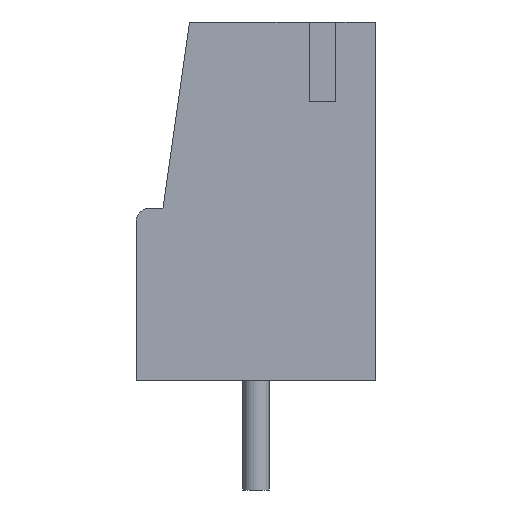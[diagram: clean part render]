
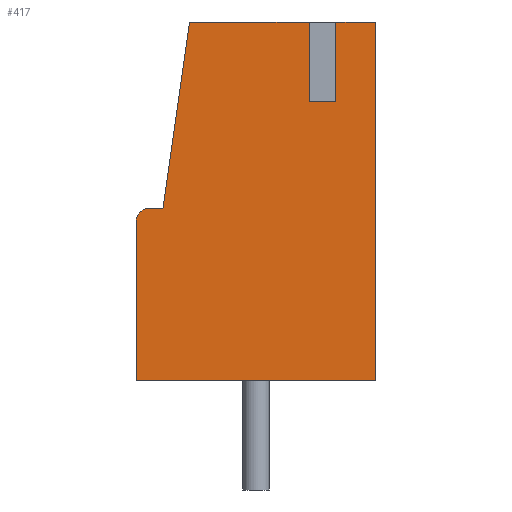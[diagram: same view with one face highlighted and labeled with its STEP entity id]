
A CAD part, front view. The second image highlights one B-rep face of the part: STEP entity #417.
In plain terms, the highlighted planar face has unit normal (0, -1, 0).
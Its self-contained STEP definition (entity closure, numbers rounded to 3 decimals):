
#13=DIRECTION('',(0.,0.,1.));
#14=DIRECTION('',(1.,0.,0.));
#63=VERTEX_POINT('',#64);
#64=CARTESIAN_POINT('',(4.5,-17.5,0.));
#67=DIRECTION('',(0.,-1.,0.));
#68=ORIENTED_EDGE('',*,*,#69,.T.);
#69=EDGE_CURVE('',#63,#70,#72,.T.);
#70=VERTEX_POINT('',#71);
#71=CARTESIAN_POINT('',(4.5,-17.5,13.5));
#72=LINE('',#64,#73);
#73=VECTOR('',#13,1.);
#84=DIRECTION('',(-1.,0.,0.));
#93=VECTOR('',#14,1.);
#105=VECTOR('',#84,1.);
#273=VERTEX_POINT('',#274);
#274=CARTESIAN_POINT('',(-4.5,-17.5,0.));
#275=ORIENTED_EDGE('',*,*,#276,.T.);
#276=EDGE_CURVE('',#273,#63,#277,.T.);
#277=LINE('',#274,#93);
#290=ORIENTED_EDGE('',*,*,#291,.T.);
#291=EDGE_CURVE('',#70,#292,#294,.T.);
#292=VERTEX_POINT('',#293);
#293=CARTESIAN_POINT('',(3.,-17.5,13.5));
#294=LINE('',#71,#105);
#308=VERTEX_POINT('',#309);
#309=CARTESIAN_POINT('',(2.,-17.5,13.5));
#312=ORIENTED_EDGE('',*,*,#313,.T.);
#313=EDGE_CURVE('',#308,#314,#294,.T.);
#314=VERTEX_POINT('',#315);
#315=CARTESIAN_POINT('',(-2.5,-17.5,13.5));
#384=DIRECTION('',(0.,0.,-1.));
#395=VECTOR('',#396,1.);
#396=DIRECTION('',(-0.141,0.,-0.99));
#412=VECTOR('',#384,1.);
#417=ADVANCED_FACE('',(#418),#456,.T.);
#418=FACE_BOUND('',#419,.T.);
#419=EDGE_LOOP('',(#275,#68,#290,#420,#426,#432,#312,#436,#441,#446,#453));
#420=ORIENTED_EDGE('',*,*,#421,.F.);
#421=EDGE_CURVE('',#422,#292,#424,.T.);
#422=VERTEX_POINT('',#423);
#423=CARTESIAN_POINT('',(3.,-17.5,10.5));
#424=LINE('',#425,#73);
#425=CARTESIAN_POINT('',(3.,-17.5,8.471));
#426=ORIENTED_EDGE('',*,*,#427,.T.);
#427=EDGE_CURVE('',#422,#428,#430,.T.);
#428=VERTEX_POINT('',#429);
#429=CARTESIAN_POINT('',(2.,-17.5,10.5));
#430=LINE('',#431,#105);
#431=CARTESIAN_POINT('',(1.163,-17.5,10.5));
#432=ORIENTED_EDGE('',*,*,#433,.T.);
#433=EDGE_CURVE('',#428,#308,#434,.T.);
#434=LINE('',#435,#73);
#435=CARTESIAN_POINT('',(2.,-17.5,8.471));
#436=ORIENTED_EDGE('',*,*,#437,.T.);
#437=EDGE_CURVE('',#314,#438,#440,.T.);
#438=VERTEX_POINT('',#439);
#439=CARTESIAN_POINT('',(-3.5,-17.5,6.5));
#440=LINE('',#315,#395);
#441=ORIENTED_EDGE('',*,*,#442,.T.);
#442=EDGE_CURVE('',#438,#443,#445,.T.);
#443=VERTEX_POINT('',#444);
#444=CARTESIAN_POINT('',(-4.,-17.5,6.5));
#445=LINE('',#439,#105);
#446=ORIENTED_EDGE('',*,*,#447,.T.);
#447=EDGE_CURVE('',#443,#448,#450,.T.);
#448=VERTEX_POINT('',#449);
#449=CARTESIAN_POINT('',(-4.5,-17.5,6.));
#450=ELLIPSE('',#451,0.5,0.5);
#451=AXIS2_PLACEMENT_3D('',#452,#67,#14);
#452=CARTESIAN_POINT('',(-4.,-17.5,6.));
#453=ORIENTED_EDGE('',*,*,#454,.T.);
#454=EDGE_CURVE('',#448,#273,#455,.T.);
#455=LINE('',#449,#412);
#456=PLANE('',#457);
#457=AXIS2_PLACEMENT_3D('',#458,#67,#384);
#458=CARTESIAN_POINT('',(0.326,-17.5,6.442));
